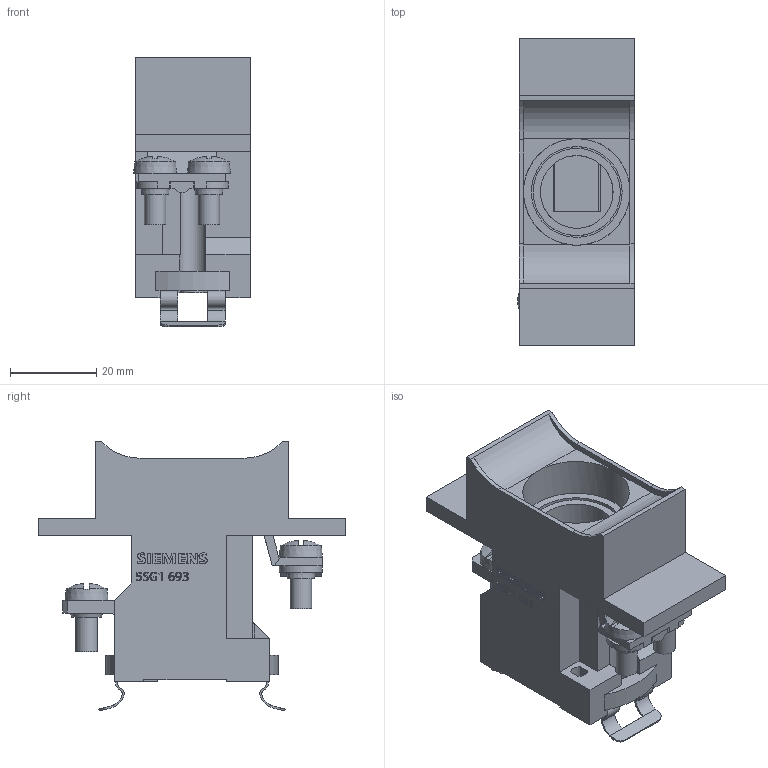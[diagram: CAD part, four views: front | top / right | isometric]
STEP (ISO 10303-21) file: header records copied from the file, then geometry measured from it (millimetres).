
FILE_DESCRIPTION(/* description */ (''),/* implementation_level */ '2;1');
FILE_NAME(/* name */ '5SG1693_3D_v.stp',/* time_stamp */ '2024-02-01T14:51:30+01:00',/* author */ (''),/* organization */ (''),/* preprocessor_version */ 'ST-DEVELOPER v18.101',/* originating_system */ 'SIEMENS PLM Software NX 2008',/* authorisation */ '');
FILE_SCHEMA (('AUTOMOTIVE_DESIGN { 1 0 10303 214 3 1 1 1 }'));
Length unit declared in the file: millimetre
Products named in the file (1): 5SG1693_3D_v_s_20240129
Bounding box: 27.15 x 71.5 x 62.75 mm (x, y, z)
Volume: 39521.5 mm3; surface area: 18470.5 mm2
Topology: 1 solids, 1 shells, 503 faces, 1393 edges, 920 vertices
Faces by surface type: plane 322, cylinder 113, extrusion 35, cone 24, sphere 6, torus 2, bspline 1
Full cylindrical faces by diameter (mm): 3.2 x1, 4.5 x2, 5 x5, 5.5 x1, 6 x1, 16.9 x1, 20.255 x1, 21.1 x1, 24.8 x1
Entity records: 20840 total; most frequent: CARTESIAN_POINT 6163, ORIENTED_EDGE 2688, DIRECTION 2264, EDGE_CURVE 1344, VERTEX_POINT 902, AXIS2_PLACEMENT_3D 761, VECTOR 742, LINE 707
